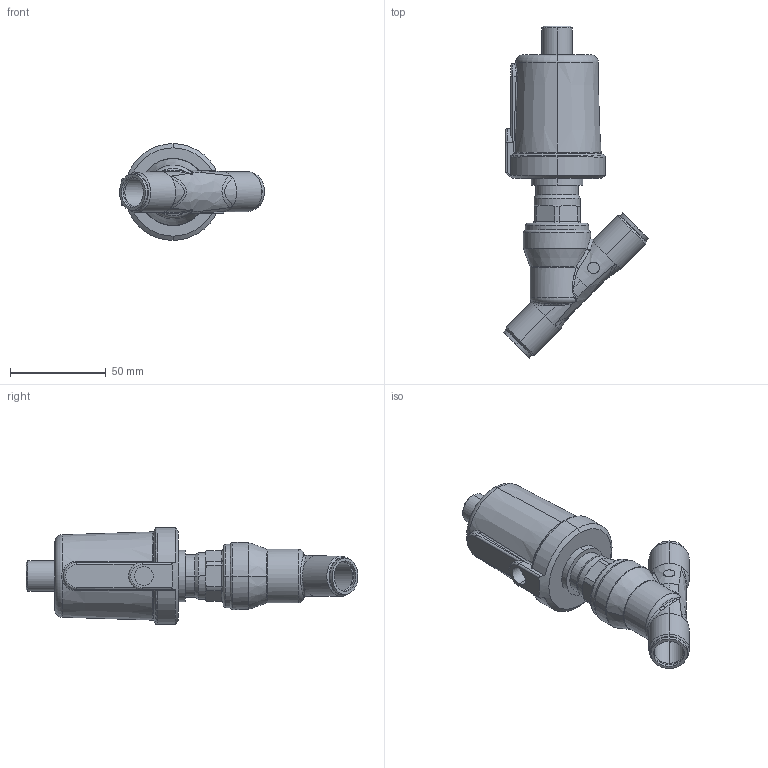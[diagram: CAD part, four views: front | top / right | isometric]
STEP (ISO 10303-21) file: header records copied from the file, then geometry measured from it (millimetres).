
FILE_DESCRIPTION (( 'STEP AP203' ), '1' );
FILE_NAME ('40DN15H25µ¥-DIN11850.2 .STEP', '2023-02-14T03:01:31', ( '' ), ( '' ), 'SwSTEP 2.0', 'SolidWorks 2014', '' );
FILE_SCHEMA (( 'CONFIG_CONTROL_DESIGN' ));
Length unit declared in the file: millimetre
Products named in the file (5): 40DN15H25µ¥-DIN11850.2 ; 錨璃2^40DN15H25等-DIN11850.2 ; H200 40ͷ; DN15爾諉概极-11850.2; 蟀諉10-8H25
Assembly tree (3 placements, depth 2):
  40DN15H25µ¥-DIN11850.2 
    H200 40ͷ
    蟀諉10-8H25
    DN15爾諉概极-11850.2
  錨璃2^40DN15H25等-DIN11850.2 
Bounding box: 75.66 x 173.13 x 50.5 mm (x, y, z)
Volume: 145763 mm3; surface area: 33437.2 mm2
Topology: 3 solids, 4 shells, 334 faces, 796 edges, 489 vertices
Faces by surface type: plane 98, cylinder 76, bspline 72, cone 50, torus 37, sphere 1
Entity records: 13943 total; most frequent: CARTESIAN_POINT 6260, ORIENTED_EDGE 1588, DIRECTION 1354, EDGE_CURVE 794, AXIS2_PLACEMENT_3D 517, VERTEX_POINT 489, EDGE_LOOP 359, FACE_OUTER_BOUND 334
